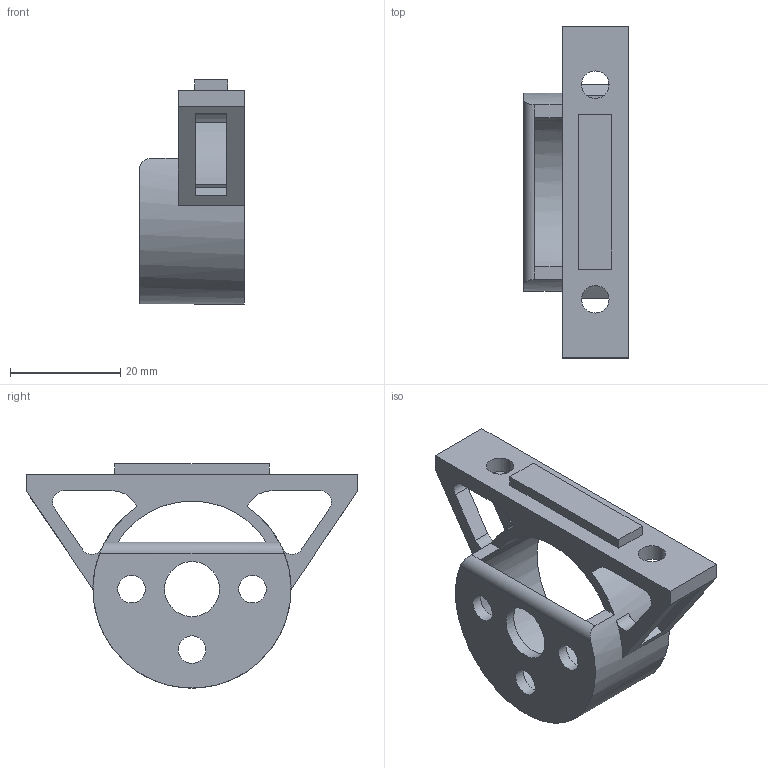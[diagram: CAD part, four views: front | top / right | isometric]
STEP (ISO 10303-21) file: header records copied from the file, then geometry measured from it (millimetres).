
FILE_DESCRIPTION(/* description */ ('STEP AP242'),/* implementation_level */ '2;1');
FILE_NAME(/* name */ '',/* time_stamp */ '2025-02-12T17:18:19+03:00',/* author */ ('Phantom'),/* organization */ ('UNSPECIFIED'),/* preprocessor_version */ 'ST-DEVELOPER v20',/* originating_system */ 'Autodesk Inventor 2025',/* authorisation */ '');
FILE_SCHEMA (('AUTOMOTIVE_DESIGN { 1 0 10303 214 3 1 1 }'));
Length unit declared in the file: millimetre
Products named in the file (1): упор под мотор 
3
Bounding box: 19 x 60.33 x 40.77 mm (x, y, z)
Volume: 7983.4 mm3; surface area: 7486.8 mm2
Topology: 1 solids, 1 shells, 52 faces, 160 edges, 106 vertices
Faces by surface type: plane 32, cylinder 20
Full cylindrical faces by diameter (mm): 5 x5, 10 x1, 32 x1
Entity records: 1902 total; most frequent: CARTESIAN_POINT 337, ORIENTED_EDGE 320, DIRECTION 314, EDGE_CURVE 160, LINE 108, VECTOR 108, VERTEX_POINT 106, AXIS2_PLACEMENT_3D 103
